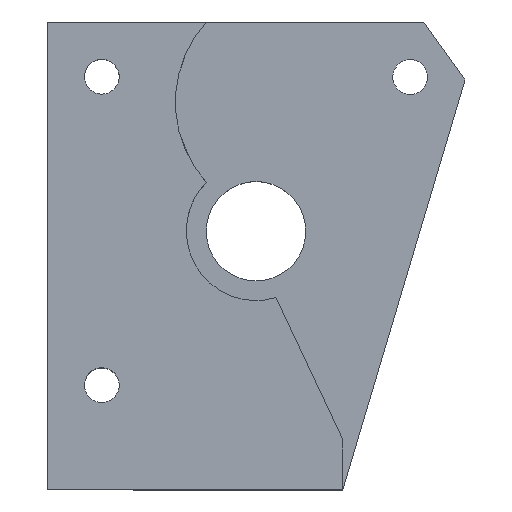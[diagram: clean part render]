
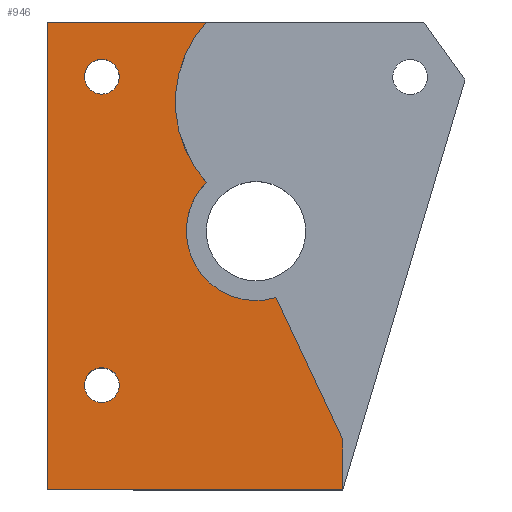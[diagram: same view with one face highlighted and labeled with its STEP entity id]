
A CAD part, top view. The second image highlights one B-rep face of the part: STEP entity #946.
In plain terms, the highlighted planar face has unit normal (0, 0, 1).
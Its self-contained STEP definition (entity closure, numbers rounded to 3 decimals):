
#5 = LINE ( 'NONE', #243, #1299 ) ;
#20 = DIRECTION ( 'NONE',  ( 0., -1., 0. ) ) ;
#67 = CARTESIAN_POINT ( 'NONE',  ( 24.899, 33.949, 19.5 ) ) ;
#76 = AXIS2_PLACEMENT_3D ( 'NONE', #1194, #202, #363 ) ;
#105 = AXIS2_PLACEMENT_3D ( 'NONE', #529, #1245, #1223 ) ;
#139 = DIRECTION ( 'NONE',  ( -0.426, 0.905, 0. ) ) ;
#146 = CARTESIAN_POINT ( 'NONE',  ( 7.25, 36.5, 19.5 ) ) ;
#189 = CARTESIAN_POINT ( 'NONE',  ( 16., 42., 19.5 ) ) ;
#195 = EDGE_CURVE ( 'NONE', #292, #1114, #1080, .T. ) ;
#200 = LINE ( 'NONE', #189, #227 ) ;
#202 = DIRECTION ( 'NONE',  ( 0., 0., 1. ) ) ;
#209 = DIRECTION ( 'NONE',  ( 0., 0., -1. ) ) ;
#218 = VERTEX_POINT ( 'NONE', #839 ) ;
#227 = VECTOR ( 'NONE', #462, 1000. ) ;
#243 = CARTESIAN_POINT ( 'NONE',  ( 29.733, -5., 19.5 ) ) ;
#248 = LINE ( 'NONE', #1684, #988 ) ;
#253 = EDGE_CURVE ( 'NONE', #466, #1341, #617, .T. ) ;
#287 = AXIS2_PLACEMENT_3D ( 'NONE', #641, #759, #623 ) ;
#292 = VERTEX_POINT ( 'NONE', #1403 ) ;
#304 = CIRCLE ( 'NONE', #1155, 12. ) ;
#310 = CARTESIAN_POINT ( 'NONE',  ( 7.25, 5.5, 19.5 ) ) ;
#328 = EDGE_LOOP ( 'NONE', ( #1401, #1066, #580, #1288, #389, #414, #453, #1697 ) ) ;
#334 = EDGE_CURVE ( 'NONE', #1456, #218, #1318, .T. ) ;
#363 = DIRECTION ( 'NONE',  ( 1., 0., 0. ) ) ;
#389 = ORIENTED_EDGE ( 'NONE', *, *, #1752, .T. ) ;
#414 = ORIENTED_EDGE ( 'NONE', *, *, #808, .T. ) ;
#421 = CARTESIAN_POINT ( 'NONE',  ( 29.733, 0., 19.5 ) ) ;
#426 = CARTESIAN_POINT ( 'NONE',  ( 0., 42., 19.5 ) ) ;
#453 = ORIENTED_EDGE ( 'NONE', *, *, #904, .T. ) ;
#462 = DIRECTION ( 'NONE',  ( -1., 0., 0. ) ) ;
#466 = VERTEX_POINT ( 'NONE', #1783 ) ;
#468 = EDGE_LOOP ( 'NONE', ( #869, #723 ) ) ;
#498 = EDGE_CURVE ( 'NONE', #1617, #1456, #200, .T. ) ;
#529 = CARTESIAN_POINT ( 'NONE',  ( 5.5, 36.5, 19.5 ) ) ;
#552 = CIRCLE ( 'NONE', #105, 1.75 ) ;
#580 = ORIENTED_EDGE ( 'NONE', *, *, #195, .T. ) ;
#614 = CARTESIAN_POINT ( 'NONE',  ( 0., 42., 19.5 ) ) ;
#617 = CIRCLE ( 'NONE', #1567, 1.75 ) ;
#623 = DIRECTION ( 'NONE',  ( 1., 0., 0. ) ) ;
#641 = CARTESIAN_POINT ( 'NONE',  ( 21., 21., 19.5 ) ) ;
#655 = EDGE_LOOP ( 'NONE', ( #677, #1461 ) ) ;
#677 = ORIENTED_EDGE ( 'NONE', *, *, #743, .F. ) ;
#683 = CARTESIAN_POINT ( 'NONE',  ( 5.5, 36.5, 19.5 ) ) ;
#686 = CARTESIAN_POINT ( 'NONE',  ( 16., 25.899, 19.5 ) ) ;
#690 = DIRECTION ( 'NONE',  ( 0., 1., 0. ) ) ;
#691 = CARTESIAN_POINT ( 'NONE',  ( 3.75, 5.5, 19.5 ) ) ;
#693 = DIRECTION ( 'NONE',  ( 0., 0., -1. ) ) ;
#705 = EDGE_CURVE ( 'NONE', #292, #218, #5, .T. ) ;
#723 = ORIENTED_EDGE ( 'NONE', *, *, #1049, .F. ) ;
#730 = CIRCLE ( 'NONE', #769, 7. ) ;
#743 = EDGE_CURVE ( 'NONE', #1341, #466, #552, .T. ) ;
#755 = AXIS2_PLACEMENT_3D ( 'NONE', #814, #940, #1352 ) ;
#759 = DIRECTION ( 'NONE',  ( 0., 0., 1. ) ) ;
#769 = AXIS2_PLACEMENT_3D ( 'NONE', #1108, #693, #1533 ) ;
#782 = DIRECTION ( 'NONE',  ( -1., 0., 0. ) ) ;
#785 = DIRECTION ( 'NONE',  ( 1., 0., 0. ) ) ;
#798 = VERTEX_POINT ( 'NONE', #686 ) ;
#808 = EDGE_CURVE ( 'NONE', #1476, #798, #730, .T. ) ;
#814 = CARTESIAN_POINT ( 'NONE',  ( 21., 21., 19.5 ) ) ;
#839 = CARTESIAN_POINT ( 'NONE',  ( 0., -5., 19.5 ) ) ;
#869 = ORIENTED_EDGE ( 'NONE', *, *, #999, .F. ) ;
#897 = DIRECTION ( 'NONE',  ( 1., 0., 0. ) ) ;
#904 = EDGE_CURVE ( 'NONE', #798, #1617, #304, .T. ) ;
#905 = PLANE ( 'NONE',  #287 ) ;
#940 = DIRECTION ( 'NONE',  ( 0., 0., -1. ) ) ;
#943 = VECTOR ( 'NONE', #20, 1000. ) ;
#944 = CARTESIAN_POINT ( 'NONE',  ( 23., 14.292, 19.5 ) ) ;
#946 = ADVANCED_FACE ( 'NONE', ( #1205, #1278, #1768 ), #905, .T. ) ;
#988 = VECTOR ( 'NONE', #139, 1000. ) ;
#999 = EDGE_CURVE ( 'NONE', #1348, #1130, #1445, .T. ) ;
#1042 = VERTEX_POINT ( 'NONE', #944 ) ;
#1049 = EDGE_CURVE ( 'NONE', #1130, #1348, #1724, .T. ) ;
#1066 = ORIENTED_EDGE ( 'NONE', *, *, #705, .F. ) ;
#1080 = LINE ( 'NONE', #1119, #1410 ) ;
#1108 = CARTESIAN_POINT ( 'NONE',  ( 21., 21., 19.5 ) ) ;
#1114 = VERTEX_POINT ( 'NONE', #421 ) ;
#1119 = CARTESIAN_POINT ( 'NONE',  ( 29.733, -5., 19.5 ) ) ;
#1130 = VERTEX_POINT ( 'NONE', #691 ) ;
#1146 = CIRCLE ( 'NONE', #755, 7. ) ;
#1155 = AXIS2_PLACEMENT_3D ( 'NONE', #67, #209, #897 ) ;
#1194 = CARTESIAN_POINT ( 'NONE',  ( 5.5, 5.5, 19.5 ) ) ;
#1205 = FACE_BOUND ( 'NONE', #468, .T. ) ;
#1216 = CARTESIAN_POINT ( 'NONE',  ( 5.5, 5.5, 19.5 ) ) ;
#1223 = DIRECTION ( 'NONE',  ( 1., 0., 0. ) ) ;
#1245 = DIRECTION ( 'NONE',  ( 0., 0., 1. ) ) ;
#1278 = FACE_OUTER_BOUND ( 'NONE', #328, .T. ) ;
#1288 = ORIENTED_EDGE ( 'NONE', *, *, #1813, .T. ) ;
#1299 = VECTOR ( 'NONE', #782, 1000. ) ;
#1318 = LINE ( 'NONE', #426, #943 ) ;
#1341 = VERTEX_POINT ( 'NONE', #146 ) ;
#1348 = VERTEX_POINT ( 'NONE', #310 ) ;
#1352 = DIRECTION ( 'NONE',  ( 1., 0., 0. ) ) ;
#1401 = ORIENTED_EDGE ( 'NONE', *, *, #334, .T. ) ;
#1403 = CARTESIAN_POINT ( 'NONE',  ( 29.733, -5., 19.5 ) ) ;
#1410 = VECTOR ( 'NONE', #690, 1000. ) ;
#1433 = CARTESIAN_POINT ( 'NONE',  ( 14., 21., 19.5 ) ) ;
#1445 = CIRCLE ( 'NONE', #76, 1.75 ) ;
#1456 = VERTEX_POINT ( 'NONE', #614 ) ;
#1461 = ORIENTED_EDGE ( 'NONE', *, *, #253, .F. ) ;
#1476 = VERTEX_POINT ( 'NONE', #1433 ) ;
#1477 = CARTESIAN_POINT ( 'NONE',  ( 16., 42., 19.5 ) ) ;
#1533 = DIRECTION ( 'NONE',  ( 1., 0., 0. ) ) ;
#1567 = AXIS2_PLACEMENT_3D ( 'NONE', #683, #1652, #1794 ) ;
#1617 = VERTEX_POINT ( 'NONE', #1477 ) ;
#1627 = DIRECTION ( 'NONE',  ( 0., 0., 1. ) ) ;
#1652 = DIRECTION ( 'NONE',  ( 0., 0., 1. ) ) ;
#1684 = CARTESIAN_POINT ( 'NONE',  ( 29.733, 0., 19.5 ) ) ;
#1697 = ORIENTED_EDGE ( 'NONE', *, *, #498, .T. ) ;
#1717 = AXIS2_PLACEMENT_3D ( 'NONE', #1216, #1627, #785 ) ;
#1724 = CIRCLE ( 'NONE', #1717, 1.75 ) ;
#1752 = EDGE_CURVE ( 'NONE', #1042, #1476, #1146, .T. ) ;
#1768 = FACE_BOUND ( 'NONE', #655, .T. ) ;
#1783 = CARTESIAN_POINT ( 'NONE',  ( 3.75, 36.5, 19.5 ) ) ;
#1794 = DIRECTION ( 'NONE',  ( 1., 0., 0. ) ) ;
#1813 = EDGE_CURVE ( 'NONE', #1114, #1042, #248, .T. ) ;
